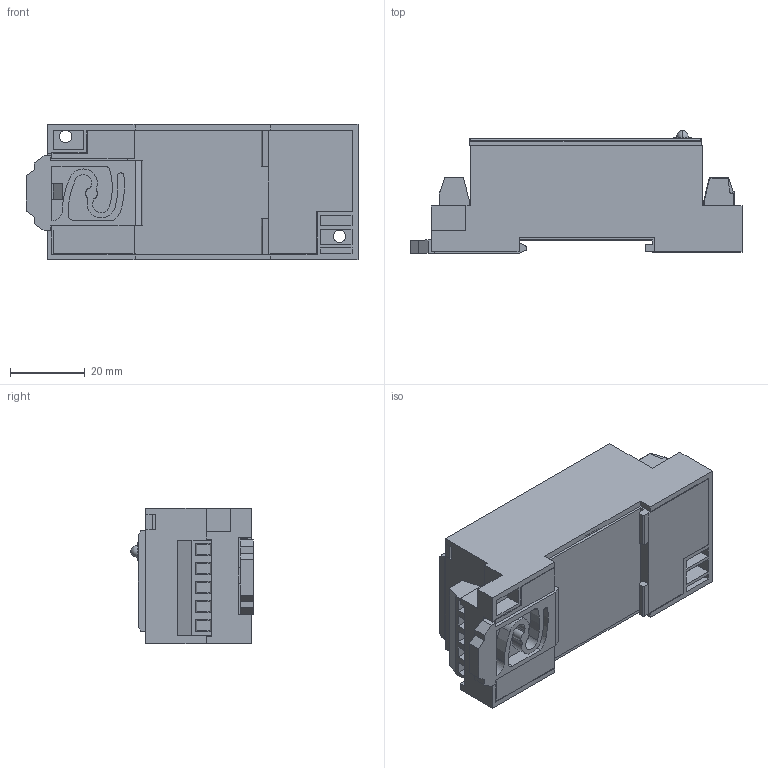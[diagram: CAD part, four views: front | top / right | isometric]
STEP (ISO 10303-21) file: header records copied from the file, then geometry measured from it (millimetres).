
FILE_DESCRIPTION (( 'STEP AP203' ), '1' );
FILE_NAME ('Transducer Frequency Low Case-2018.STEP', '2018-01-04T14:40:11', ( '' ), ( '' ), 'SwSTEP 2.0', 'SolidWorks 2018', '' );
FILE_SCHEMA (( 'CONFIG_CONTROL_DESIGN' ));
Length unit declared in the file: inch
Products named in the file (10): M001552 - Base, Trans Lower - Universal; M000713-Term-Block-PCB-5-4-3-Space; M000713-Term-Block-PCB-5-4-3-Space_4-space; M002102 RevA - Terminal Block, 4-Position Plug; M001553-Cover, Trans Lowr Base Trimpot; M001554 RevB - Cover, Trans Lower Base - Top_S002242-COVER; M002278-LED_Cut Leads; M001550-Cover, Trans Low Base - Bottom; Transducer Frequency Low Case-2018; M001551 RevB - Clip, Trans Mounting - Din Rail_Reinforced
Assembly tree (9 placements, depth 2):
  Transducer Frequency Low Case-2018
    M001550-Cover, Trans Low Base - Bottom
    M001551 RevB - Clip, Trans Mounting - Din Rail_Reinforced
    M001552 - Base, Trans Lower - Universal
    M000713-Term-Block-PCB-5-4-3-Space
    M000713-Term-Block-PCB-5-4-3-Space_4-space
    M002102 RevA - Terminal Block, 4-Position Plug
    M001553-Cover, Trans Lowr Base Trimpot
    M001554 RevB - Cover, Trans Lower Base - Top_S002242-COVER
    M002278-LED_Cut Leads
Bounding box: 88.59 x 32.77 x 36.09 mm (x, y, z)
Volume: 25043.5 mm3; surface area: 32037.4 mm2
Topology: 10 solids, 10 shells, 661 faces, 1647 edges, 1040 vertices
Faces by surface type: plane 425, cylinder 179, sphere 28, bspline 11, cone 10, torus 8
Entity records: 20499 total; most frequent: CARTESIAN_POINT 3725, ORIENTED_EDGE 3246, DIRECTION 3224, EDGE_CURVE 1623, LINE 1206, VECTOR 1206, VERTEX_POINT 1040, AXIS2_PLACEMENT_3D 1009
